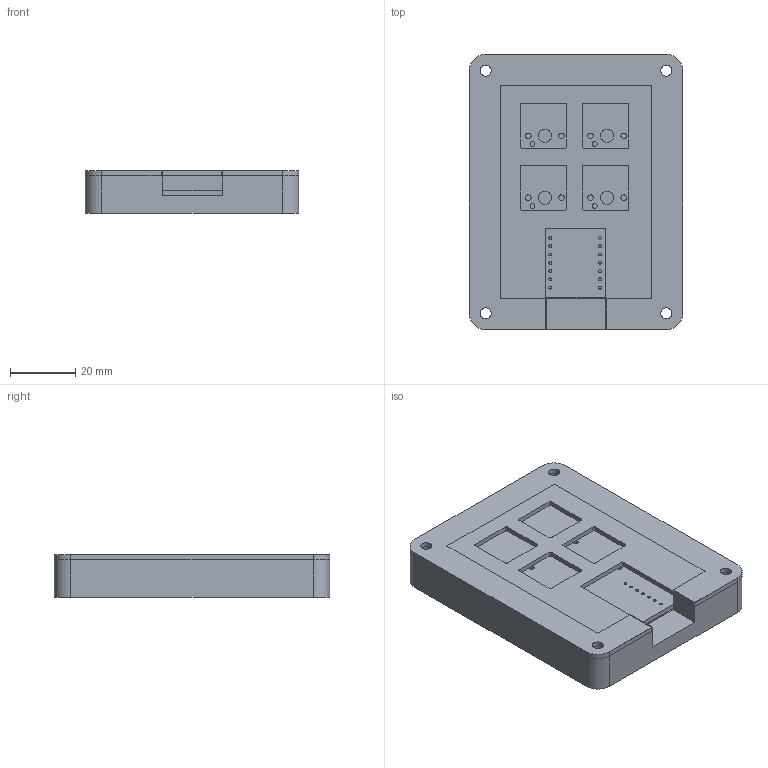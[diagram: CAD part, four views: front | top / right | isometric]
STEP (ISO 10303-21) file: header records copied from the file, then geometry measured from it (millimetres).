
FILE_DESCRIPTION(/* description */ (''),/* implementation_level */ '2;1');
FILE_NAME(/* name */ 'rag1 macropad with pcb.step',/* time_stamp */ '2025-12-02T18:44:36-06:00',/* author */ (''),/* organization */ (''),/* preprocessor_version */ 'ST-DEVELOPER v20.1',/* originating_system */ 'Autodesk Translation Framework v14.21.0.0',/* authorisation */ '');
FILE_SCHEMA (('AUTOMOTIVE_DESIGN { 1 0 10303 214 3 1 1 }'));
Length unit declared in the file: millimetre
Products named in the file (4): 2025-11-29-11-25-23-647; 2025-11-29-12-30-27-818; 2025-12-03-00-24-50-552; 2025-12-03-00-24-50-553
Assembly tree (3 placements, depth 3):
  2025-11-29-11-25-23-647
    2025-11-29-12-30-27-818
    2025-12-03-00-24-50-552
      2025-12-03-00-24-50-553
Bounding box: 65.5 x 84.5 x 13 mm (x, y, z)
Volume: 49655.8 mm3; surface area: 32976.8 mm2
Topology: 3 solids, 3 shells, 426 faces, 1194 edges, 796 vertices
Faces by surface type: bspline 223, plane 133, cylinder 70
Full cylindrical faces by diameter (mm): 0.889 x14, 1.5 x8, 1.7 x8, 3.4 x8, 4 x4, 6 x4
Entity records: 16085 total; most frequent: CARTESIAN_POINT 6214, ORIENTED_EDGE 2388, DIRECTION 1308, EDGE_CURVE 1194, VERTEX_POINT 796, LINE 608, VECTOR 608, EDGE_LOOP 540
